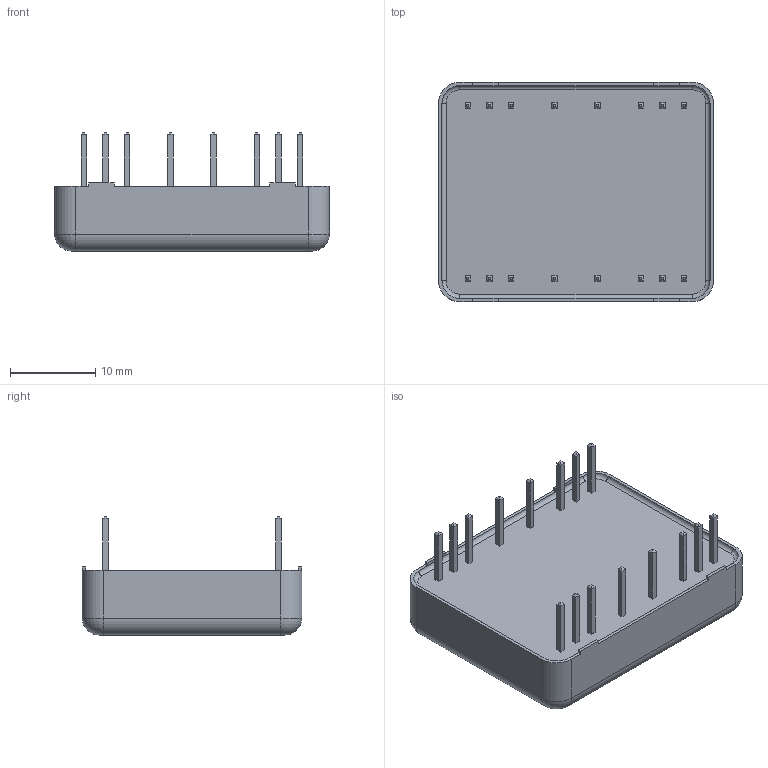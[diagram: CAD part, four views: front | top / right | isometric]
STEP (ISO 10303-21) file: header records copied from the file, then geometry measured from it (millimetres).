
FILE_DESCRIPTION(/* description */ ('Alibre Inc.'),/* implementation_level */ '2;1');
FILE_NAME(/* name */ 'export0',/* time_stamp */ '2018-11-06T16:13:32+01:00',/* author */ (''),/* organization */ (''),/* preprocessor_version */ 'ST-DEVELOPER v17',/* originating_system */ 'Alibre',/* authorisation */ '');
FILE_SCHEMA (('AUTOMOTIVE_DESIGN'));
Length unit declared in the file: millimetre
Bounding box: 32.3 x 25.8 x 13.88 mm (x, y, z)
Volume: 912.9 mm3; surface area: 5611.9 mm2
Topology: 1 solids, 2 shells, 1002 faces, 2381 edges, 1535 vertices
Faces by surface type: plane 814, cylinder 163, bspline 13, torus 12
Full cylindrical faces by diameter (mm): 0.4 x88, 0.908 x1, 0.92 x1, 1.3 x1
Entity records: 26733 total; most frequent: CARTESIAN_POINT 5346, ORIENTED_EDGE 4574, DIRECTION 3459, EDGE_CURVE 2287, VECTOR 1775, LINE 1775, VERTEX_POINT 1532, EDGE_LOOP 1281
